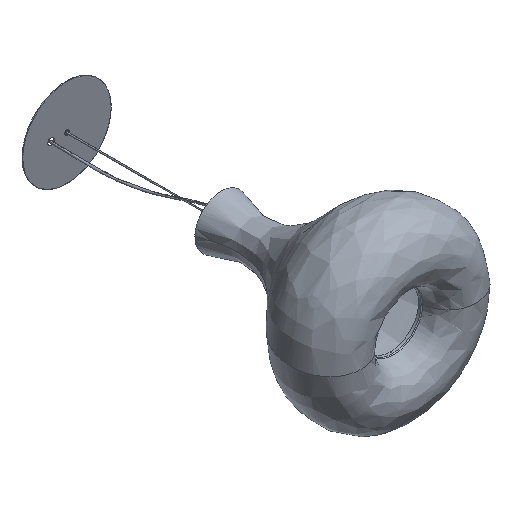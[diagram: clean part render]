
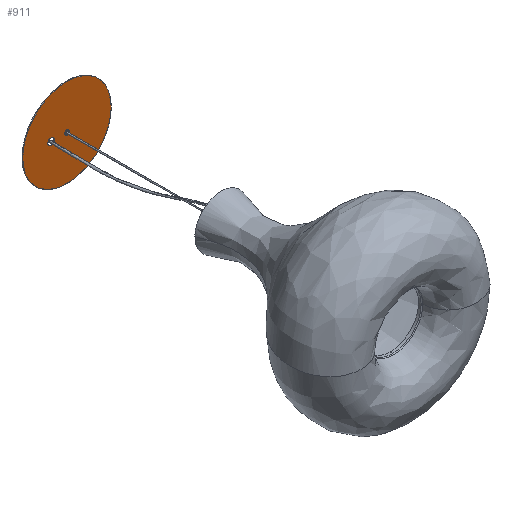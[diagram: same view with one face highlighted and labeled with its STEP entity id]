
A CAD part, isometric view. The second image highlights one B-rep face of the part: STEP entity #911.
In plain terms, the highlighted planar face has unit normal (0, -1, 0).
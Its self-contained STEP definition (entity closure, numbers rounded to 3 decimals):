
#123 = EDGE_LOOP ( 'NONE', ( #3149, #3971 ) ) ;
#245 = DIRECTION ( 'NONE',  ( 0., 0., 1. ) ) ;
#269 = DIRECTION ( 'NONE',  ( 0., 1., 0. ) ) ;
#290 = FACE_BOUND ( 'NONE', #3068, .T. ) ;
#472 = VERTEX_POINT ( 'NONE', #3545 ) ;
#536 = AXIS2_PLACEMENT_3D ( 'NONE', #1367, #3996, #245 ) ;
#630 = DIRECTION ( 'NONE',  ( 0., 0., -1. ) ) ;
#646 = PLANE ( 'NONE',  #536 ) ;
#804 = FACE_OUTER_BOUND ( 'NONE', #2060, .T. ) ;
#847 = CIRCLE ( 'NONE', #4579, 5.25 ) ;
#898 = DIRECTION ( 'NONE',  ( 0., 0., -1. ) ) ;
#907 = AXIS2_PLACEMENT_3D ( 'NONE', #1849, #269, #1708 ) ;
#911 = ADVANCED_FACE ( 'NONE', ( #290, #3070, #804 ), #646, .F. ) ;
#961 = CARTESIAN_POINT ( 'NONE',  ( -25., 357.049, -5.25 ) ) ;
#1086 = ORIENTED_EDGE ( 'NONE', *, *, #1382, .T. ) ;
#1089 = CARTESIAN_POINT ( 'NONE',  ( 0., 357.049, 0. ) ) ;
#1108 = CARTESIAN_POINT ( 'NONE',  ( 0., 357.049, 70. ) ) ;
#1260 = DIRECTION ( 'NONE',  ( 0., 1., 0. ) ) ;
#1264 = CARTESIAN_POINT ( 'NONE',  ( 0., 357.049, 0. ) ) ;
#1320 = EDGE_CURVE ( 'NONE', #3349, #1443, #1704, .T. ) ;
#1367 = CARTESIAN_POINT ( 'NONE',  ( 0., 357.049, 0. ) ) ;
#1382 = EDGE_CURVE ( 'NONE', #1443, #3349, #4241, .T. ) ;
#1443 = VERTEX_POINT ( 'NONE', #1108 ) ;
#1500 = CARTESIAN_POINT ( 'NONE',  ( 0., 357.049, 0. ) ) ;
#1704 = CIRCLE ( 'NONE', #2628, 70. ) ;
#1708 = DIRECTION ( 'NONE',  ( 0., 0., -1. ) ) ;
#1849 = CARTESIAN_POINT ( 'NONE',  ( -25., 357.049, 0. ) ) ;
#1973 = DIRECTION ( 'NONE',  ( 0., 0., -1. ) ) ;
#2060 = EDGE_LOOP ( 'NONE', ( #4656, #1086 ) ) ;
#2090 = DIRECTION ( 'NONE',  ( 0., 0., -1. ) ) ;
#2165 = EDGE_CURVE ( 'NONE', #3201, #3676, #4152, .T. ) ;
#2238 = DIRECTION ( 'NONE',  ( 0., 0., -1. ) ) ;
#2389 = AXIS2_PLACEMENT_3D ( 'NONE', #1500, #4012, #2238 ) ;
#2628 = AXIS2_PLACEMENT_3D ( 'NONE', #1264, #3422, #898 ) ;
#2823 = CARTESIAN_POINT ( 'NONE',  ( 0., 357.049, -70. ) ) ;
#2959 = ORIENTED_EDGE ( 'NONE', *, *, #2165, .T. ) ;
#2980 = EDGE_CURVE ( 'NONE', #3676, #3201, #847, .T. ) ;
#3068 = EDGE_LOOP ( 'NONE', ( #4413, #2959 ) ) ;
#3070 = FACE_BOUND ( 'NONE', #123, .T. ) ;
#3075 = CARTESIAN_POINT ( 'NONE',  ( -25., 357.049, 0. ) ) ;
#3092 = AXIS2_PLACEMENT_3D ( 'NONE', #4217, #3831, #630 ) ;
#3149 = ORIENTED_EDGE ( 'NONE', *, *, #4460, .F. ) ;
#3201 = VERTEX_POINT ( 'NONE', #3738 ) ;
#3271 = AXIS2_PLACEMENT_3D ( 'NONE', #1089, #4560, #2090 ) ;
#3349 = VERTEX_POINT ( 'NONE', #2823 ) ;
#3422 = DIRECTION ( 'NONE',  ( 0., -1., 0. ) ) ;
#3545 = CARTESIAN_POINT ( 'NONE',  ( 0., 357.049, -3.5 ) ) ;
#3676 = VERTEX_POINT ( 'NONE', #961 ) ;
#3738 = CARTESIAN_POINT ( 'NONE',  ( -25., 357.049, 5.25 ) ) ;
#3795 = VERTEX_POINT ( 'NONE', #4528 ) ;
#3831 = DIRECTION ( 'NONE',  ( 0., -1., 0. ) ) ;
#3958 = EDGE_CURVE ( 'NONE', #3795, #472, #4306, .T. ) ;
#3971 = ORIENTED_EDGE ( 'NONE', *, *, #3958, .F. ) ;
#3996 = DIRECTION ( 'NONE',  ( 0., 1., 0. ) ) ;
#4012 = DIRECTION ( 'NONE',  ( 0., -1., 0. ) ) ;
#4152 = CIRCLE ( 'NONE', #907, 5.25 ) ;
#4217 = CARTESIAN_POINT ( 'NONE',  ( 0., 357.049, 0. ) ) ;
#4241 = CIRCLE ( 'NONE', #2389, 70. ) ;
#4306 = CIRCLE ( 'NONE', #3271, 3.5 ) ;
#4413 = ORIENTED_EDGE ( 'NONE', *, *, #2980, .T. ) ;
#4460 = EDGE_CURVE ( 'NONE', #472, #3795, #4543, .T. ) ;
#4528 = CARTESIAN_POINT ( 'NONE',  ( 0., 357.049, 3.5 ) ) ;
#4543 = CIRCLE ( 'NONE', #3092, 3.5 ) ;
#4560 = DIRECTION ( 'NONE',  ( 0., -1., 0. ) ) ;
#4579 = AXIS2_PLACEMENT_3D ( 'NONE', #3075, #1260, #1973 ) ;
#4656 = ORIENTED_EDGE ( 'NONE', *, *, #1320, .T. ) ;
